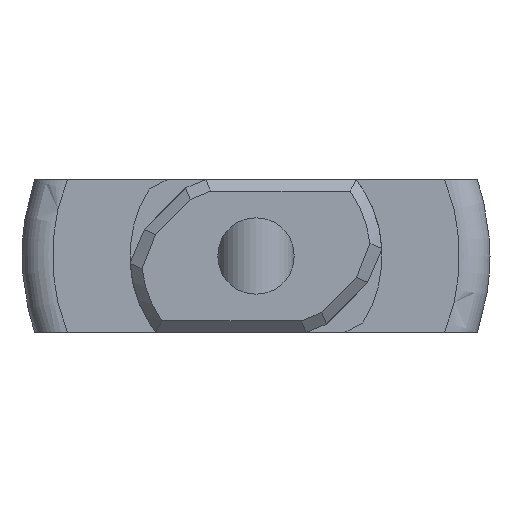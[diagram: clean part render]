
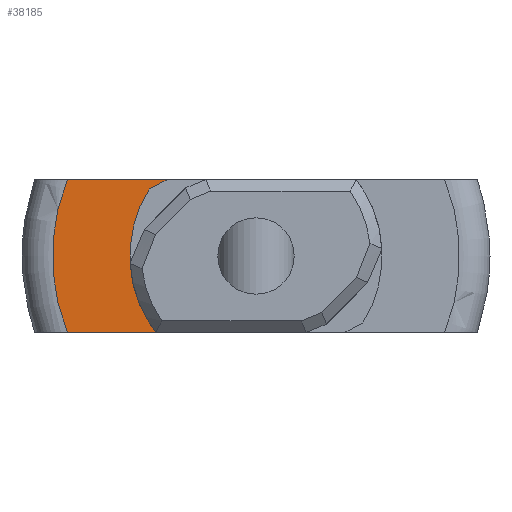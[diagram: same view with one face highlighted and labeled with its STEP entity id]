
A CAD part, left-side view. The second image highlights one B-rep face of the part: STEP entity #38185.
In plain terms, the highlighted planar face has unit normal (-1, 0, 0).
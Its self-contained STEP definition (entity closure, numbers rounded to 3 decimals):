
#722 = PLANE('',#723);
#723 = AXIS2_PLACEMENT_3D('',#724,#725,#726);
#724 = CARTESIAN_POINT('',(-6.25,-6.25,2.));
#725 = DIRECTION('',(0.,0.,1.));
#726 = DIRECTION('',(0.,1.,0.));
#16928 = VERTEX_POINT('',#16929);
#16929 = CARTESIAN_POINT('',(0.,4.94,2.));
#16963 = TOROIDAL_SURFACE('',#16964,5.329,0.8);
#16964 = AXIS2_PLACEMENT_3D('',#16965,#16966,#16967);
#16965 = CARTESIAN_POINT('',(0.8,0.,0.));
#16966 = DIRECTION('',(1.,0.,0.));
#16967 = DIRECTION('',(0.,0.,-1.));
#16997 = EDGE_CURVE('',#16928,#16998,#17000,.T.);
#16998 = VERTEX_POINT('',#16999);
#16999 = CARTESIAN_POINT('',(0.,2.327,2.));
#17000 = SURFACE_CURVE('',#17001,(#17005,#17012),.PCURVE_S1.);
#17001 = LINE('',#17002,#17003);
#17002 = CARTESIAN_POINT('',(0.,5.79,2.));
#17003 = VECTOR('',#17004,1.);
#17004 = DIRECTION('',(0.,-1.,0.));
#17005 = PCURVE('',#722,#17006);
#17006 = DEFINITIONAL_REPRESENTATION('',(#17007),#17011);
#17007 = LINE('',#17008,#17009);
#17008 = CARTESIAN_POINT('',(12.04,-6.25));
#17009 = VECTOR('',#17010,1.);
#17010 = DIRECTION('',(-1.,-0.));
#17011 = ( GEOMETRIC_REPRESENTATION_CONTEXT(2) 
PARAMETRIC_REPRESENTATION_CONTEXT() REPRESENTATION_CONTEXT('2D SPACE',''
  ) );
#17012 = PCURVE('',#17013,#17018);
#17013 = PLANE('',#17014);
#17014 = AXIS2_PLACEMENT_3D('',#17015,#17016,#17017);
#17015 = CARTESIAN_POINT('',(0.,5.329,
    0.));
#17016 = DIRECTION('',(-1.,0.,0.));
#17017 = DIRECTION('',(0.,0.,1.));
#17018 = DEFINITIONAL_REPRESENTATION('',(#17019),#17023);
#17019 = LINE('',#17020,#17021);
#17020 = CARTESIAN_POINT('',(2.,0.46));
#17021 = VECTOR('',#17022,1.);
#17022 = DIRECTION('',(0.,-1.));
#17023 = ( GEOMETRIC_REPRESENTATION_CONTEXT(2) 
PARAMETRIC_REPRESENTATION_CONTEXT() REPRESENTATION_CONTEXT('2D SPACE',''
  ) );
#17041 = PLANE('',#17042);
#17042 = AXIS2_PLACEMENT_3D('',#17043,#17044,#17045);
#17043 = CARTESIAN_POINT('',(-24.25,2.561,1.878));
#17044 = DIRECTION('',(0.,0.464,0.886
    ));
#17045 = DIRECTION('',(1.,0.,0.));
#34391 = PLANE('',#34392);
#34392 = AXIS2_PLACEMENT_3D('',#34393,#34394,#34395);
#34393 = CARTESIAN_POINT('',(-6.25,6.25,-2.));
#34394 = DIRECTION('',(0.,0.,-1.));
#34395 = DIRECTION('',(0.,-1.,0.));
#36472 = PLANE('',#36473);
#36473 = AXIS2_PLACEMENT_3D('',#36474,#36475,#36476);
#36474 = CARTESIAN_POINT('',(-24.25,2.561,-1.878));
#36475 = DIRECTION('',(0.,0.464,
    -0.886));
#36476 = DIRECTION('',(-1.,0.,0.));
#36492 = VERTEX_POINT('',#36493);
#36493 = CARTESIAN_POINT('',(0.,2.795,
    -1.755));
#36507 = CYLINDRICAL_SURFACE('',#36508,3.3);
#36508 = AXIS2_PLACEMENT_3D('',#36509,#36510,#36511);
#36509 = CARTESIAN_POINT('',(-24.25,0.,
    0.));
#36510 = DIRECTION('',(1.,0.,0.));
#36511 = DIRECTION('',(0.,1.,0.));
#36519 = EDGE_CURVE('',#36520,#36492,#36522,.T.);
#36520 = VERTEX_POINT('',#36521);
#36521 = CARTESIAN_POINT('',(0.,2.327,-2.));
#36522 = SURFACE_CURVE('',#36523,(#36527,#36534),.PCURVE_S1.);
#36523 = LINE('',#36524,#36525);
#36524 = CARTESIAN_POINT('',(0.,4.033,
    -1.107));
#36525 = VECTOR('',#36526,1.);
#36526 = DIRECTION('',(0.,0.886,0.464
    ));
#36527 = PCURVE('',#36472,#36528);
#36528 = DEFINITIONAL_REPRESENTATION('',(#36529),#36533);
#36529 = LINE('',#36530,#36531);
#36530 = CARTESIAN_POINT('',(-24.25,1.662));
#36531 = VECTOR('',#36532,1.);
#36532 = DIRECTION('',(0.,1.));
#36533 = ( GEOMETRIC_REPRESENTATION_CONTEXT(2) 
PARAMETRIC_REPRESENTATION_CONTEXT() REPRESENTATION_CONTEXT('2D SPACE',''
  ) );
#36534 = PCURVE('',#17013,#36535);
#36535 = DEFINITIONAL_REPRESENTATION('',(#36536),#36540);
#36536 = LINE('',#36537,#36538);
#36537 = CARTESIAN_POINT('',(-1.107,-1.296));
#36538 = VECTOR('',#36539,1.);
#36539 = DIRECTION('',(0.464,0.886));
#36540 = ( GEOMETRIC_REPRESENTATION_CONTEXT(2) 
PARAMETRIC_REPRESENTATION_CONTEXT() REPRESENTATION_CONTEXT('2D SPACE',''
  ) );
#37028 = EDGE_CURVE('',#36520,#37029,#37031,.T.);
#37029 = VERTEX_POINT('',#37030);
#37030 = CARTESIAN_POINT('',(0.,4.94,-2.));
#37031 = SURFACE_CURVE('',#37032,(#37036,#37043),.PCURVE_S1.);
#37032 = LINE('',#37033,#37034);
#37033 = CARTESIAN_POINT('',(0.,-0.46,-2.));
#37034 = VECTOR('',#37035,1.);
#37035 = DIRECTION('',(0.,1.,0.));
#37036 = PCURVE('',#34391,#37037);
#37037 = DEFINITIONAL_REPRESENTATION('',(#37038),#37042);
#37038 = LINE('',#37039,#37040);
#37039 = CARTESIAN_POINT('',(6.71,-6.25));
#37040 = VECTOR('',#37041,1.);
#37041 = DIRECTION('',(-1.,-0.));
#37042 = ( GEOMETRIC_REPRESENTATION_CONTEXT(2) 
PARAMETRIC_REPRESENTATION_CONTEXT() REPRESENTATION_CONTEXT('2D SPACE',''
  ) );
#37043 = PCURVE('',#17013,#37044);
#37044 = DEFINITIONAL_REPRESENTATION('',(#37045),#37049);
#37045 = LINE('',#37046,#37047);
#37046 = CARTESIAN_POINT('',(-2.,-5.79));
#37047 = VECTOR('',#37048,1.);
#37048 = DIRECTION('',(0.,1.));
#37049 = ( GEOMETRIC_REPRESENTATION_CONTEXT(2) 
PARAMETRIC_REPRESENTATION_CONTEXT() REPRESENTATION_CONTEXT('2D SPACE',''
  ) );
#37672 = EDGE_CURVE('',#37673,#16998,#37675,.T.);
#37673 = VERTEX_POINT('',#37674);
#37674 = CARTESIAN_POINT('',(0.,2.795,
    1.755));
#37675 = SURFACE_CURVE('',#37676,(#37680,#37687),.PCURVE_S1.);
#37676 = LINE('',#37677,#37678);
#37677 = CARTESIAN_POINT('',(0.,4.033,
    1.107));
#37678 = VECTOR('',#37679,1.);
#37679 = DIRECTION('',(0.,-0.886,
    0.464));
#37680 = PCURVE('',#17041,#37681);
#37681 = DEFINITIONAL_REPRESENTATION('',(#37682),#37686);
#37682 = LINE('',#37683,#37684);
#37683 = CARTESIAN_POINT('',(24.25,1.662));
#37684 = VECTOR('',#37685,1.);
#37685 = DIRECTION('',(0.,-1.));
#37686 = ( GEOMETRIC_REPRESENTATION_CONTEXT(2) 
PARAMETRIC_REPRESENTATION_CONTEXT() REPRESENTATION_CONTEXT('2D SPACE',''
  ) );
#37687 = PCURVE('',#17013,#37688);
#37688 = DEFINITIONAL_REPRESENTATION('',(#37689),#37693);
#37689 = LINE('',#37690,#37691);
#37690 = CARTESIAN_POINT('',(1.107,-1.296));
#37691 = VECTOR('',#37692,1.);
#37692 = DIRECTION('',(0.464,-0.886));
#37693 = ( GEOMETRIC_REPRESENTATION_CONTEXT(2) 
PARAMETRIC_REPRESENTATION_CONTEXT() REPRESENTATION_CONTEXT('2D SPACE',''
  ) );
#37722 = EDGE_CURVE('',#36492,#37673,#37723,.T.);
#37723 = SURFACE_CURVE('',#37724,(#37729,#37736),.PCURVE_S1.);
#37724 = CIRCLE('',#37725,3.3);
#37725 = AXIS2_PLACEMENT_3D('',#37726,#37727,#37728);
#37726 = CARTESIAN_POINT('',(0.,0.,
    0.));
#37727 = DIRECTION('',(1.,0.,0.));
#37728 = DIRECTION('',(0.,0.,1.));
#37729 = PCURVE('',#36507,#37730);
#37730 = DEFINITIONAL_REPRESENTATION('',(#37731),#37735);
#37731 = LINE('',#37732,#37733);
#37732 = CARTESIAN_POINT('',(1.571,24.25));
#37733 = VECTOR('',#37734,1.);
#37734 = DIRECTION('',(1.,0.));
#37735 = ( GEOMETRIC_REPRESENTATION_CONTEXT(2) 
PARAMETRIC_REPRESENTATION_CONTEXT() REPRESENTATION_CONTEXT('2D SPACE',''
  ) );
#37736 = PCURVE('',#17013,#37737);
#37737 = DEFINITIONAL_REPRESENTATION('',(#37738),#37746);
#37738 = ( BOUNDED_CURVE() B_SPLINE_CURVE(2,(#37739,#37740,#37741,#37742
    ,#37743,#37744,#37745),.UNSPECIFIED.,.T.,.F.) 
B_SPLINE_CURVE_WITH_KNOTS((1,2,2,2,2,1),(-2.094,0.,
    2.094,4.189,6.283,8.378),
.UNSPECIFIED.) CURVE() GEOMETRIC_REPRESENTATION_ITEM() 
RATIONAL_B_SPLINE_CURVE((1.,0.5,1.,0.5,1.,0.5,1.)) REPRESENTATION_ITEM(
  '') );
#37739 = CARTESIAN_POINT('',(3.3,-5.329));
#37740 = CARTESIAN_POINT('',(3.3,-11.045));
#37741 = CARTESIAN_POINT('',(-1.65,-8.187));
#37742 = CARTESIAN_POINT('',(-6.6,-5.329));
#37743 = CARTESIAN_POINT('',(-1.65,-2.471));
#37744 = CARTESIAN_POINT('',(3.3,0.387));
#37745 = CARTESIAN_POINT('',(3.3,-5.329));
#37746 = ( GEOMETRIC_REPRESENTATION_CONTEXT(2) 
PARAMETRIC_REPRESENTATION_CONTEXT() REPRESENTATION_CONTEXT('2D SPACE',''
  ) );
#38185 = ADVANCED_FACE('',(#38186),#17013,.T.);
#38186 = FACE_BOUND('',#38187,.T.);
#38187 = EDGE_LOOP('',(#38188,#38189,#38190,#38191,#38217,#38218));
#38188 = ORIENTED_EDGE('',*,*,#37722,.T.);
#38189 = ORIENTED_EDGE('',*,*,#37672,.T.);
#38190 = ORIENTED_EDGE('',*,*,#16997,.F.);
#38191 = ORIENTED_EDGE('',*,*,#38192,.F.);
#38192 = EDGE_CURVE('',#37029,#16928,#38193,.T.);
#38193 = SURFACE_CURVE('',#38194,(#38199,#38210),.PCURVE_S1.);
#38194 = CIRCLE('',#38195,5.329);
#38195 = AXIS2_PLACEMENT_3D('',#38196,#38197,#38198);
#38196 = CARTESIAN_POINT('',(0.,0.,0.)
  );
#38197 = DIRECTION('',(1.,0.,0.));
#38198 = DIRECTION('',(0.,0.,1.));
#38199 = PCURVE('',#17013,#38200);
#38200 = DEFINITIONAL_REPRESENTATION('',(#38201),#38209);
#38201 = ( BOUNDED_CURVE() B_SPLINE_CURVE(2,(#38202,#38203,#38204,#38205
    ,#38206,#38207,#38208),.UNSPECIFIED.,.T.,.F.) 
B_SPLINE_CURVE_WITH_KNOTS((1,2,2,2,2,1),(-2.094,0.,
    2.094,4.189,6.283,8.378),
.UNSPECIFIED.) CURVE() GEOMETRIC_REPRESENTATION_ITEM() 
RATIONAL_B_SPLINE_CURVE((1.,0.5,1.,0.5,1.,0.5,1.)) REPRESENTATION_ITEM(
  '') );
#38202 = CARTESIAN_POINT('',(5.329,-5.329));
#38203 = CARTESIAN_POINT('',(5.329,-14.56));
#38204 = CARTESIAN_POINT('',(-2.665,-9.945));
#38205 = CARTESIAN_POINT('',(-10.659,-5.329));
#38206 = CARTESIAN_POINT('',(-2.665,-0.714));
#38207 = CARTESIAN_POINT('',(5.329,3.901));
#38208 = CARTESIAN_POINT('',(5.329,-5.329));
#38209 = ( GEOMETRIC_REPRESENTATION_CONTEXT(2) 
PARAMETRIC_REPRESENTATION_CONTEXT() REPRESENTATION_CONTEXT('2D SPACE',''
  ) );
#38210 = PCURVE('',#16963,#38211);
#38211 = DEFINITIONAL_REPRESENTATION('',(#38212),#38216);
#38212 = LINE('',#38213,#38214);
#38213 = CARTESIAN_POINT('',(-3.142,4.712));
#38214 = VECTOR('',#38215,1.);
#38215 = DIRECTION('',(1.,0.));
#38216 = ( GEOMETRIC_REPRESENTATION_CONTEXT(2) 
PARAMETRIC_REPRESENTATION_CONTEXT() REPRESENTATION_CONTEXT('2D SPACE',''
  ) );
#38217 = ORIENTED_EDGE('',*,*,#37028,.F.);
#38218 = ORIENTED_EDGE('',*,*,#36519,.T.);
